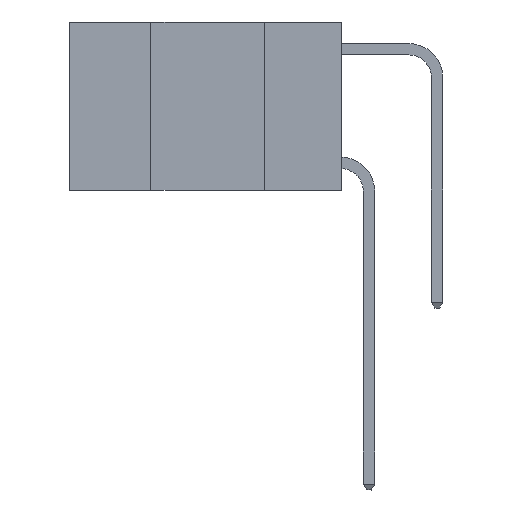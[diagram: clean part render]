
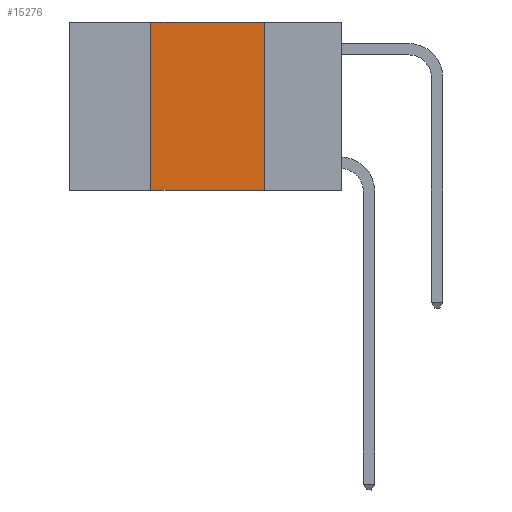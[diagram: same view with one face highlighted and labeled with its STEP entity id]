
A CAD part, left-side view. The second image highlights one B-rep face of the part: STEP entity #15276.
In plain terms, the highlighted planar face has unit normal (-1, 0, 0).
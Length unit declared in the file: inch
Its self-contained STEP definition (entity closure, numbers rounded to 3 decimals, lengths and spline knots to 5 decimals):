
#1223 = VERTEX_POINT ( 'NONE', #7570 ) ;
#1373 = VERTEX_POINT ( 'NONE', #2810 ) ;
#2042 = ORIENTED_EDGE ( 'NONE', *, *, #9645, .F. ) ;
#2057 = ORIENTED_EDGE ( 'NONE', *, *, #2448, .F. ) ;
#2140 = ORIENTED_EDGE ( 'NONE', *, *, #5303, .F. ) ;
#2185 = ORIENTED_EDGE ( 'NONE', *, *, #6804, .T. ) ;
#2448 = EDGE_CURVE ( 'NONE', #1373, #14863, #14481, .T. ) ;
#2810 = CARTESIAN_POINT ( 'NONE',  ( 0., 0.42, 0. ) ) ;
#3910 = AXIS2_PLACEMENT_3D ( 'NONE', #8773, #14705, #7672 ) ;
#4065 = PLANE ( 'NONE',  #3910 ) ;
#4511 = CARTESIAN_POINT ( 'NONE',  ( 0., 0.17, 0. ) ) ;
#4652 = VECTOR ( 'NONE', #12907, 39.37008 ) ;
#4725 = CARTESIAN_POINT ( 'NONE',  ( 0., 0.42, -0.37 ) ) ;
#4828 = CARTESIAN_POINT ( 'NONE',  ( 0., 0.42, 0. ) ) ;
#5010 = LINE ( 'NONE', #4828, #10924 ) ;
#5303 = EDGE_CURVE ( 'NONE', #14988, #1373, #5010, .T. ) ;
#5586 = EDGE_LOOP ( 'NONE', ( #2042, #2057, #2140, #2185 ) ) ;
#5964 = CARTESIAN_POINT ( 'NONE',  ( 0., 0.6, 0. ) ) ;
#6041 = DIRECTION ( 'NONE',  ( 0., 0., 1. ) ) ;
#6804 = EDGE_CURVE ( 'NONE', #14988, #1223, #10297, .T. ) ;
#7508 = VECTOR ( 'NONE', #14561, 39.37008 ) ;
#7570 = CARTESIAN_POINT ( 'NONE',  ( 0., 0.17, -0.37 ) ) ;
#7672 = DIRECTION ( 'NONE',  ( 0., 0., -1. ) ) ;
#7881 = VECTOR ( 'NONE', #15337, 39.37008 ) ;
#8773 = CARTESIAN_POINT ( 'NONE',  ( 0., 0.6, 0. ) ) ;
#9645 = EDGE_CURVE ( 'NONE', #14863, #1223, #14067, .T. ) ;
#10297 = LINE ( 'NONE', #13374, #7508 ) ;
#10924 = VECTOR ( 'NONE', #6041, 39.37008 ) ;
#12907 = DIRECTION ( 'NONE',  ( 0., 0., -1. ) ) ;
#13374 = CARTESIAN_POINT ( 'NONE',  ( 0., 0.6, -0.37 ) ) ;
#14055 = CARTESIAN_POINT ( 'NONE',  ( 0., 0.17, 0. ) ) ;
#14067 = LINE ( 'NONE', #14055, #4652 ) ;
#14481 = LINE ( 'NONE', #5964, #7881 ) ;
#14561 = DIRECTION ( 'NONE',  ( 0., -1., 0. ) ) ;
#14705 = DIRECTION ( 'NONE',  ( 1., 0., 0. ) ) ;
#14863 = VERTEX_POINT ( 'NONE', #4511 ) ;
#14988 = VERTEX_POINT ( 'NONE', #4725 ) ;
#15276 = ADVANCED_FACE ( 'NONE', ( #15410 ), #4065, .F. ) ;
#15337 = DIRECTION ( 'NONE',  ( 0., -1., 0. ) ) ;
#15410 = FACE_OUTER_BOUND ( 'NONE', #5586, .T. ) ;
